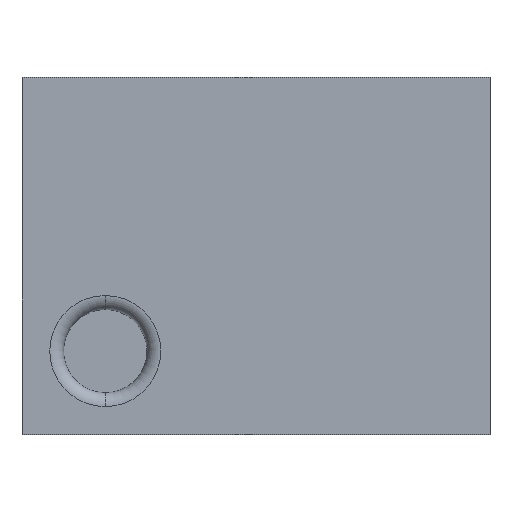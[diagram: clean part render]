
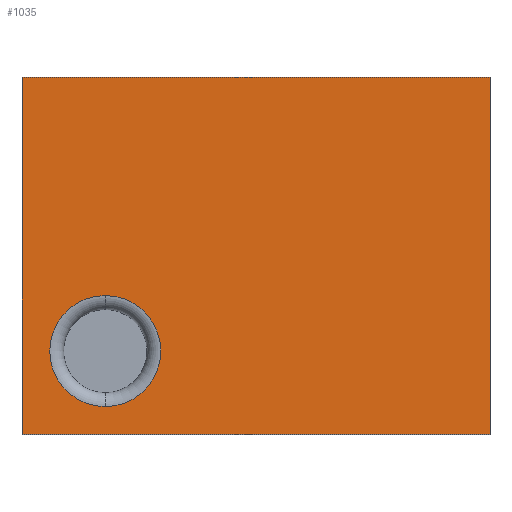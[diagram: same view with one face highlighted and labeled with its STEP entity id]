
A CAD part, top view. The second image highlights one B-rep face of the part: STEP entity #1035.
In plain terms, the highlighted planar face has unit normal (0, 0, 1).
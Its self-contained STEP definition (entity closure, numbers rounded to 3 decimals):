
#846 = CARTESIAN_POINT ( 'NONE',  ( -0.543, -0.143, 0.625 ) ) ;
#847 = VERTEX_POINT ( 'NONE', #846 ) ;
#848 = CARTESIAN_POINT ( 'NONE',  ( -0.543, -0.543, 0.625 ) ) ;
#849 = VERTEX_POINT ( 'NONE', #848 ) ;
#850 = CARTESIAN_POINT ( 'NONE',  ( -0.543, -0.343, 0.625 ) ) ;
#851 = DIRECTION ( 'NONE',  ( 0., 0., -1. ) ) ;
#852 = DIRECTION ( 'NONE',  ( 0., -1., 0. ) ) ;
#853 = AXIS2_PLACEMENT_3D ( 'NONE', #850, #851, #852 ) ;
#854 = CIRCLE ( 'NONE', #853, 0.2) ;
#855 = EDGE_CURVE ( 'NONE', #847, #849, #854, .T. ) ;
#900 = CARTESIAN_POINT ( 'NONE',  ( -0.843, -0.643, 0.625 ) ) ;
#901 = VERTEX_POINT ( 'NONE', #900 ) ;
#908 = CARTESIAN_POINT ( 'NONE',  ( -0.843, 0.643, 0.625 ) ) ;
#909 = VERTEX_POINT ( 'NONE', #908 ) ;
#910 = CARTESIAN_POINT ( 'NONE',  ( -0.843, -0.643, 0.625 ) ) ;
#911 = DIRECTION ( 'NONE',  ( 0., -1., 0. ) ) ;
#912 = VECTOR ( 'NONE', #911, 1000. ) ;
#913 = LINE ( 'NONE', #910, #912 ) ;
#914 = EDGE_CURVE ( 'NONE', #909, #901, #913, .T. ) ;
#938 = CARTESIAN_POINT ( 'NONE',  ( 0.843, -0.643, 0.625 ) ) ;
#939 = VERTEX_POINT ( 'NONE', #938 ) ;
#946 = CARTESIAN_POINT ( 'NONE',  ( 0.843, -0.643, 0.625 ) ) ;
#947 = DIRECTION ( 'NONE',  ( 1., 0., 0. ) ) ;
#948 = VECTOR ( 'NONE', #947, 1000. ) ;
#949 = LINE ( 'NONE', #946, #948 ) ;
#950 = EDGE_CURVE ( 'NONE', #901, #939, #949, .T. ) ;
#969 = CARTESIAN_POINT ( 'NONE',  ( 0.843, 0.643, 0.625 ) ) ;
#970 = VERTEX_POINT ( 'NONE', #969 ) ;
#977 = CARTESIAN_POINT ( 'NONE',  ( 0.843, -0.643, 0.625 ) ) ;
#978 = DIRECTION ( 'NONE',  ( 0., 1., 0. ) ) ;
#979 = VECTOR ( 'NONE', #978, 1000. ) ;
#980 = LINE ( 'NONE', #977, #979 ) ;
#981 = EDGE_CURVE ( 'NONE', #939, #970, #980, .T. ) ;
#999 = CARTESIAN_POINT ( 'NONE',  ( 0.843, 0.643, 0.625 ) ) ;
#1000 = DIRECTION ( 'NONE',  ( -1., 0., 0. ) ) ;
#1001 = VECTOR ( 'NONE', #1000, 1000. ) ;
#1002 = LINE ( 'NONE', #999, #1001 ) ;
#1003 = EDGE_CURVE ( 'NONE', #970, #909, #1002, .T. ) ;
#1014 = CARTESIAN_POINT ( 'NONE',  ( -0.543, -0.343, 0.625 ) ) ;
#1015 = DIRECTION ( 'NONE',  ( 0., 0., -1. ) ) ;
#1016 = DIRECTION ( 'NONE',  ( 0., -1., 0. ) ) ;
#1017 = AXIS2_PLACEMENT_3D ( 'NONE', #1014, #1015, #1016 ) ;
#1018 = CIRCLE ( 'NONE', #1017, 0.2) ;
#1019 = EDGE_CURVE ( 'NONE', #849, #847, #1018, .T. ) ;
#1020 = ORIENTED_EDGE ( 'NONE', *, *, #1019, .T. ) ;
#1021 = ORIENTED_EDGE ( 'NONE', *, *, #855, .T. ) ;
#1022 = EDGE_LOOP ( 'NONE', ( #1020, #1021 ) ) ;
#1023 = FACE_BOUND ( 'NONE', #1022, .T. ) ;
#1024 = ORIENTED_EDGE ( 'NONE', *, *, #914, .T. ) ;
#1025 = ORIENTED_EDGE ( 'NONE', *, *, #950, .T. ) ;
#1026 = ORIENTED_EDGE ( 'NONE', *, *, #981, .T. ) ;
#1027 = ORIENTED_EDGE ( 'NONE', *, *, #1003, .T. ) ;
#1028 = EDGE_LOOP ( 'NONE', ( #1024, #1025, #1026, #1027 ) ) ;
#1029 = FACE_OUTER_BOUND ( 'NONE', #1028, .T. ) ;
#1030 = CARTESIAN_POINT ( 'NONE',  ( 0., 0., 0.572 ) ) ;
#1031 = DIRECTION ( 'NONE',  ( 0., 0., 1. ) ) ;
#1032 = DIRECTION ( 'NONE',  ( 0., -1., 0. ) ) ;
#1033 = AXIS2_PLACEMENT_3D ( 'NONE', #1030, #1031, #1032 ) ;
#1034 = PLANE ( 'NONE', #1033 ) ;
#1035 = ADVANCED_FACE ( 'NONE', ( #1023, #1029 ), #1034, .T. ) ;
